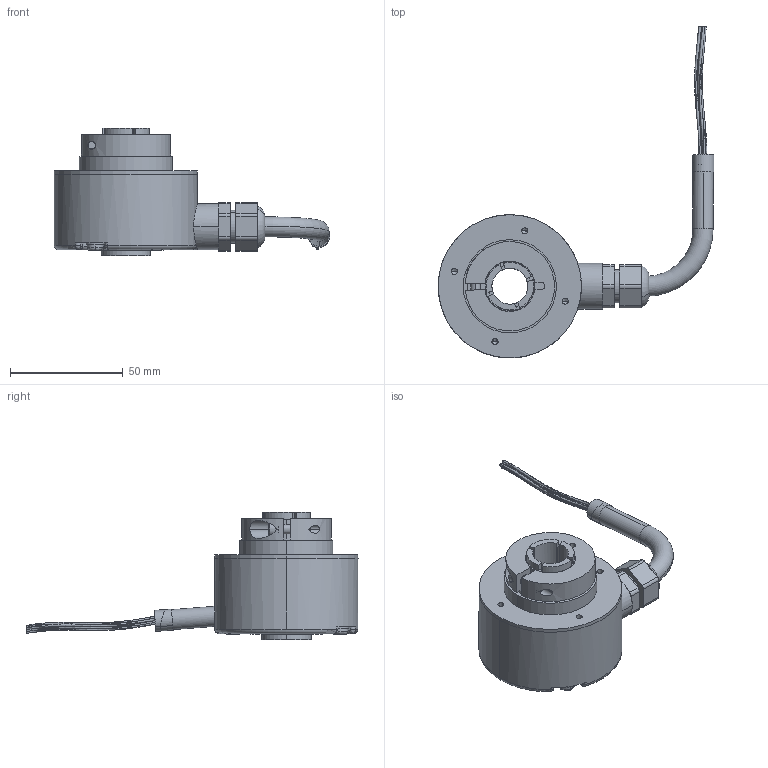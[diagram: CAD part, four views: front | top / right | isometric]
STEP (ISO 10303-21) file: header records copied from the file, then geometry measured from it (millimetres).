
FILE_DESCRIPTION (( 'STEP AP203' ), '1' );
FILE_NAME ('HS25-SCS.STEP', '2020-12-03T19:42:37', ( '' ), ( '' ), 'SwSTEP 2.0', 'SolidWorks 2018', '' );
FILE_SCHEMA (( 'CONFIG_CONTROL_DESIGN' ));
Length unit declared in the file: inch
Products named in the file (12): wires; REAR CASE SCREW_HS25 assembly; small-heyco; 6-32 pan hd screw 1.625 inch_HS25 length; HS25 bushing_.625 ID; HS25-SCS; 38349-002 HS25 collet clamp; 32010-TAB o-ring_32010-006; flat washer type b narrow_ai_Narrow FW 0.138; HS25-75_HS25 SCS; socket head cap screw_ai_HX-SHCS 0.164-32x0.5x0.5-N; Cable stub 
Assembly tree (12 placements, depth 3):
  HS25-SCS
    HS25-75_HS25 SCS
    small-heyco
    Cable stub 
    HS25 bushing_.625 ID
    38349-002 HS25 collet clamp
    REAR CASE SCREW_HS25 assembly  x2
      6-32 pan hd screw 1.625 inch_HS25 length
      flat washer type b narrow_ai_Narrow FW 0.138
      32010-TAB o-ring_32010-006
    wires
    socket head cap screw_ai_HX-SHCS 0.164-32x0.5x0.5-N
Bounding box: 122.13 x 147.11 x 56.52 mm (x, y, z)
Volume: 127355.2 mm3; surface area: 39196.9 mm2
Topology: 13 solids, 13 shells, 506 faces, 1312 edges, 846 vertices
Faces by surface type: cylinder 201, plane 192, bspline 65, cone 28, torus 20
Entity records: 33191 total; most frequent: CARTESIAN_POINT 21964, ORIENTED_EDGE 2196, DIRECTION 1938, EDGE_CURVE 1098, AXIS2_PLACEMENT_3D 718, VERTEX_POINT 716, VECTOR 502, LINE 502
